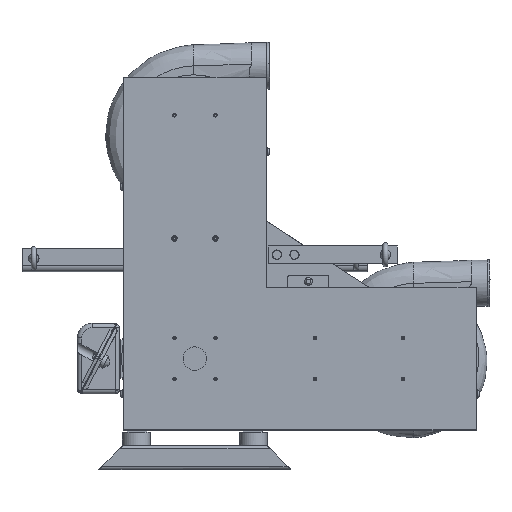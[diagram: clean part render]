
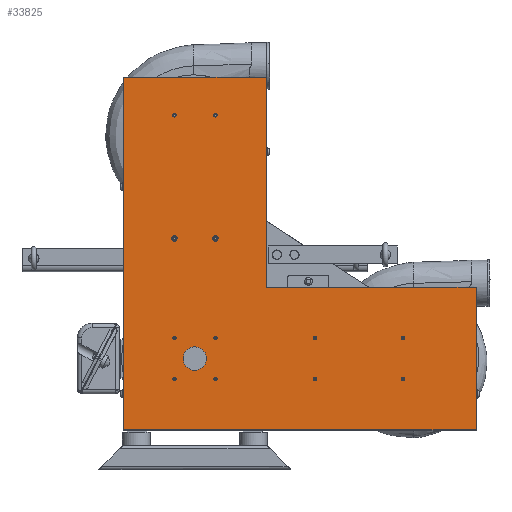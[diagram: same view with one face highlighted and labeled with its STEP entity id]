
A CAD part, top view. The second image highlights one B-rep face of the part: STEP entity #33825.
In plain terms, the highlighted planar face has unit normal (0, 0, 1).
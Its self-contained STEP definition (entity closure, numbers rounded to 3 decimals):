
#2433=LINE('',#56566,#4272);
#2438=LINE('',#56577,#4277);
#2441=LINE('',#56583,#4280);
#2451=LINE('',#58615,#4290);
#2459=LINE('',#58630,#4298);
#2460=LINE('',#58631,#4299);
#4272=VECTOR('',#40343,0.394);
#4277=VECTOR('',#40352,0.394);
#4280=VECTOR('',#40357,0.394);
#4290=VECTOR('',#40391,0.394);
#4298=VECTOR('',#40401,0.394);
#4299=VECTOR('',#40402,0.394);
#6079=PLANE('',#36056);
#6978=FACE_BOUND('',#9624,.T.);
#6979=FACE_BOUND('',#9625,.T.);
#6980=FACE_BOUND('',#9626,.T.);
#6981=FACE_BOUND('',#9627,.T.);
#6982=FACE_BOUND('',#9628,.T.);
#6983=FACE_BOUND('',#9629,.T.);
#6984=FACE_BOUND('',#9630,.T.);
#6985=FACE_BOUND('',#9631,.T.);
#6986=FACE_BOUND('',#9632,.T.);
#6987=FACE_BOUND('',#9633,.T.);
#6988=FACE_BOUND('',#9634,.T.);
#6989=FACE_BOUND('',#9635,.T.);
#6990=FACE_BOUND('',#9636,.T.);
#7457=FACE_OUTER_BOUND('',#9623,.T.);
#9623=EDGE_LOOP('',(#23039,#23040,#23041,#23042,#23043,#23044));
#9624=EDGE_LOOP('',(#23045));
#9625=EDGE_LOOP('',(#23046));
#9626=EDGE_LOOP('',(#23047));
#9627=EDGE_LOOP('',(#23048));
#9628=EDGE_LOOP('',(#23049));
#9629=EDGE_LOOP('',(#23050));
#9630=EDGE_LOOP('',(#23051));
#9631=EDGE_LOOP('',(#23052));
#9632=EDGE_LOOP('',(#23053));
#9633=EDGE_LOOP('',(#23054));
#9634=EDGE_LOOP('',(#23055));
#9635=EDGE_LOOP('',(#23056));
#9636=EDGE_LOOP('',(#23057));
#12229=CIRCLE('',#36057,0.15);
#12230=CIRCLE('',#36058,0.15);
#12231=CIRCLE('',#36059,0.15);
#12232=CIRCLE('',#36060,0.15);
#12233=CIRCLE('',#36061,0.15);
#12234=CIRCLE('',#36062,0.15);
#12235=CIRCLE('',#36063,0.15);
#12236=CIRCLE('',#36064,0.15);
#12237=CIRCLE('',#36065,0.15);
#12238=CIRCLE('',#36066,0.236);
#12239=CIRCLE('',#36067,0.236);
#12240=CIRCLE('',#36068,0.15);
#12241=CIRCLE('',#36069,1.);
#14136=VERTEX_POINT('',#56562);
#14138=VERTEX_POINT('',#56565);
#14142=VERTEX_POINT('',#56576);
#14144=VERTEX_POINT('',#56582);
#14176=VERTEX_POINT('',#58612);
#14183=VERTEX_POINT('',#58629);
#14184=VERTEX_POINT('',#58632);
#14185=VERTEX_POINT('',#58634);
#14186=VERTEX_POINT('',#58636);
#14187=VERTEX_POINT('',#58638);
#14188=VERTEX_POINT('',#58640);
#14189=VERTEX_POINT('',#58642);
#14190=VERTEX_POINT('',#58644);
#14191=VERTEX_POINT('',#58646);
#14192=VERTEX_POINT('',#58648);
#14193=VERTEX_POINT('',#58650);
#14194=VERTEX_POINT('',#58652);
#14195=VERTEX_POINT('',#58654);
#14196=VERTEX_POINT('',#58656);
#17641=EDGE_CURVE('',#14136,#14138,#2433,.T.);
#17647=EDGE_CURVE('',#14138,#14142,#2438,.T.);
#17650=EDGE_CURVE('',#14142,#14144,#2441,.T.);
#17697=EDGE_CURVE('',#14176,#14136,#2451,.T.);
#17705=EDGE_CURVE('',#14183,#14176,#2459,.T.);
#17706=EDGE_CURVE('',#14144,#14183,#2460,.T.);
#17707=EDGE_CURVE('',#14184,#14184,#12229,.T.);
#17708=EDGE_CURVE('',#14185,#14185,#12230,.T.);
#17709=EDGE_CURVE('',#14186,#14186,#12231,.T.);
#17710=EDGE_CURVE('',#14187,#14187,#12232,.T.);
#17711=EDGE_CURVE('',#14188,#14188,#12233,.T.);
#17712=EDGE_CURVE('',#14189,#14189,#12234,.T.);
#17713=EDGE_CURVE('',#14190,#14190,#12235,.T.);
#17714=EDGE_CURVE('',#14191,#14191,#12236,.T.);
#17715=EDGE_CURVE('',#14192,#14192,#12237,.T.);
#17716=EDGE_CURVE('',#14193,#14193,#12238,.T.);
#17717=EDGE_CURVE('',#14194,#14194,#12239,.T.);
#17718=EDGE_CURVE('',#14195,#14195,#12240,.T.);
#17719=EDGE_CURVE('',#14196,#14196,#12241,.T.);
#23039=ORIENTED_EDGE('',*,*,#17650,.F.);
#23040=ORIENTED_EDGE('',*,*,#17647,.F.);
#23041=ORIENTED_EDGE('',*,*,#17641,.F.);
#23042=ORIENTED_EDGE('',*,*,#17697,.F.);
#23043=ORIENTED_EDGE('',*,*,#17705,.F.);
#23044=ORIENTED_EDGE('',*,*,#17706,.F.);
#23045=ORIENTED_EDGE('',*,*,#17707,.T.);
#23046=ORIENTED_EDGE('',*,*,#17708,.T.);
#23047=ORIENTED_EDGE('',*,*,#17709,.T.);
#23048=ORIENTED_EDGE('',*,*,#17710,.T.);
#23049=ORIENTED_EDGE('',*,*,#17711,.T.);
#23050=ORIENTED_EDGE('',*,*,#17712,.T.);
#23051=ORIENTED_EDGE('',*,*,#17713,.T.);
#23052=ORIENTED_EDGE('',*,*,#17714,.T.);
#23053=ORIENTED_EDGE('',*,*,#17715,.T.);
#23054=ORIENTED_EDGE('',*,*,#17716,.T.);
#23055=ORIENTED_EDGE('',*,*,#17717,.T.);
#23056=ORIENTED_EDGE('',*,*,#17718,.T.);
#23057=ORIENTED_EDGE('',*,*,#17719,.T.);
#33825=ADVANCED_FACE('',(#7457,#6978,#6979,#6980,#6981,#6982,#6983,#6984,
#6985,#6986,#6987,#6988,#6989,#6990),#6079,.T.);
#36056=AXIS2_PLACEMENT_3D('',#58628,#40399,#40400);
#36057=AXIS2_PLACEMENT_3D('',#58633,#40403,#40404);
#36058=AXIS2_PLACEMENT_3D('',#58635,#40405,#40406);
#36059=AXIS2_PLACEMENT_3D('',#58637,#40407,#40408);
#36060=AXIS2_PLACEMENT_3D('',#58639,#40409,#40410);
#36061=AXIS2_PLACEMENT_3D('',#58641,#40411,#40412);
#36062=AXIS2_PLACEMENT_3D('',#58643,#40413,#40414);
#36063=AXIS2_PLACEMENT_3D('',#58645,#40415,#40416);
#36064=AXIS2_PLACEMENT_3D('',#58647,#40417,#40418);
#36065=AXIS2_PLACEMENT_3D('',#58649,#40419,#40420);
#36066=AXIS2_PLACEMENT_3D('',#58651,#40421,#40422);
#36067=AXIS2_PLACEMENT_3D('',#58653,#40423,#40424);
#36068=AXIS2_PLACEMENT_3D('',#58655,#40425,#40426);
#36069=AXIS2_PLACEMENT_3D('',#58657,#40427,#40428);
#40343=DIRECTION('',(0.,-1.,0.));
#40352=DIRECTION('',(-1.,0.,0.));
#40357=DIRECTION('',(0.,1.,0.));
#40391=DIRECTION('',(1.,0.,0.));
#40399=DIRECTION('center_axis',(0.,0.,
1.));
#40400=DIRECTION('ref_axis',(1.,0.,0.));
#40401=DIRECTION('',(0.,-1.,0.));
#40402=DIRECTION('',(1.,0.,0.));
#40403=DIRECTION('center_axis',(0.,0.,
-1.));
#40404=DIRECTION('ref_axis',(1.,0.,0.));
#40405=DIRECTION('center_axis',(0.,0.,
-1.));
#40406=DIRECTION('ref_axis',(1.,0.,0.));
#40407=DIRECTION('center_axis',(0.,0.,
-1.));
#40408=DIRECTION('ref_axis',(1.,0.,0.));
#40409=DIRECTION('center_axis',(0.,0.,
-1.));
#40410=DIRECTION('ref_axis',(1.,0.,0.));
#40411=DIRECTION('center_axis',(0.,0.,
-1.));
#40412=DIRECTION('ref_axis',(1.,0.,0.));
#40413=DIRECTION('center_axis',(0.,0.,
-1.));
#40414=DIRECTION('ref_axis',(1.,0.,0.));
#40415=DIRECTION('center_axis',(0.,0.,
-1.));
#40416=DIRECTION('ref_axis',(1.,0.,0.));
#40417=DIRECTION('center_axis',(0.,0.,
-1.));
#40418=DIRECTION('ref_axis',(1.,0.,0.));
#40419=DIRECTION('center_axis',(0.,0.,
-1.));
#40420=DIRECTION('ref_axis',(1.,0.,0.));
#40421=DIRECTION('center_axis',(0.,0.,
-1.));
#40422=DIRECTION('ref_axis',(-1.,0.,0.));
#40423=DIRECTION('center_axis',(0.,0.,
-1.));
#40424=DIRECTION('ref_axis',(-1.,0.,0.));
#40425=DIRECTION('center_axis',(0.,0.,
-1.));
#40426=DIRECTION('ref_axis',(1.,0.,0.));
#40427=DIRECTION('center_axis',(0.,0.,
-1.));
#40428=DIRECTION('ref_axis',(1.,0.,0.));
#56562=CARTESIAN_POINT('',(47.461,17.059,0.));
#56565=CARTESIAN_POINT('',(47.461,4.879,0.));
#56566=CARTESIAN_POINT('',(47.461,17.059,0.));
#56576=CARTESIAN_POINT('',(17.381,4.879,0.));
#56577=CARTESIAN_POINT('',(47.461,4.879,0.));
#56582=CARTESIAN_POINT('',(17.381,34.959,0.));
#56583=CARTESIAN_POINT('',(17.381,4.879,0.));
#58612=CARTESIAN_POINT('',(29.561,17.059,0.));
#58615=CARTESIAN_POINT('',(29.561,17.059,0.));
#58628=CARTESIAN_POINT('Origin',(29.758,17.256,0.));
#58629=CARTESIAN_POINT('',(29.561,34.959,0.));
#58630=CARTESIAN_POINT('',(29.561,34.959,0.));
#58631=CARTESIAN_POINT('',(17.381,34.959,0.));
#58632=CARTESIAN_POINT('',(33.87,9.219,0.));
#58633=CARTESIAN_POINT('Origin',(33.721,9.219,0.));
#58634=CARTESIAN_POINT('',(25.37,9.219,0.));
#58635=CARTESIAN_POINT('Origin',(25.221,9.219,0.));
#58636=CARTESIAN_POINT('',(25.37,12.719,0.));
#58637=CARTESIAN_POINT('Origin',(25.221,12.719,0.));
#58638=CARTESIAN_POINT('',(21.87,12.719,0.));
#58639=CARTESIAN_POINT('Origin',(21.721,12.719,0.));
#58640=CARTESIAN_POINT('',(25.37,31.719,0.));
#58641=CARTESIAN_POINT('Origin',(25.221,31.719,0.));
#58642=CARTESIAN_POINT('',(41.37,9.219,0.));
#58643=CARTESIAN_POINT('Origin',(41.221,9.219,0.));
#58644=CARTESIAN_POINT('',(41.37,12.719,0.));
#58645=CARTESIAN_POINT('Origin',(41.221,12.719,0.));
#58646=CARTESIAN_POINT('',(33.87,12.719,0.));
#58647=CARTESIAN_POINT('Origin',(33.721,12.719,0.));
#58648=CARTESIAN_POINT('',(21.87,9.219,0.));
#58649=CARTESIAN_POINT('Origin',(21.721,9.219,0.));
#58650=CARTESIAN_POINT('',(24.985,21.219,0.));
#58651=CARTESIAN_POINT('Origin',(25.221,21.219,0.));
#58652=CARTESIAN_POINT('',(21.485,21.219,0.));
#58653=CARTESIAN_POINT('Origin',(21.721,21.219,0.));
#58654=CARTESIAN_POINT('',(21.87,31.719,0.));
#58655=CARTESIAN_POINT('Origin',(21.721,31.719,0.));
#58656=CARTESIAN_POINT('',(24.471,10.969,0.));
#58657=CARTESIAN_POINT('Origin',(23.471,10.969,0.));
